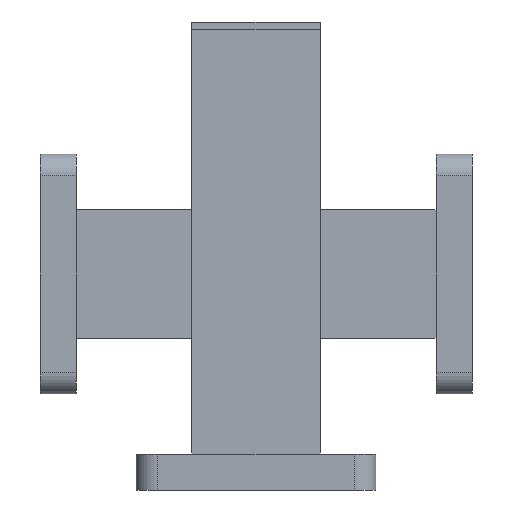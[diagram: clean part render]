
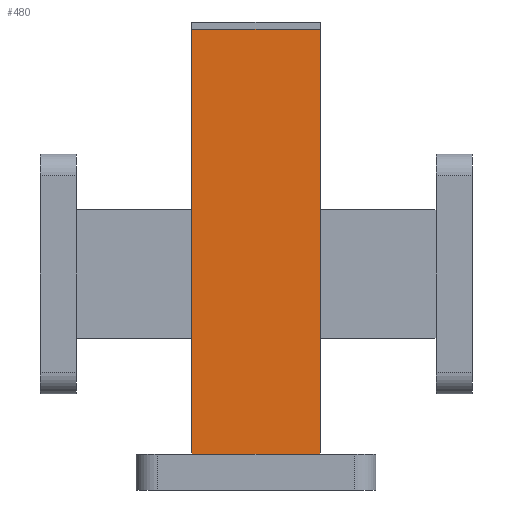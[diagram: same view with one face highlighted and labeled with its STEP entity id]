
A CAD part, front view. The second image highlights one B-rep face of the part: STEP entity #480.
In plain terms, the highlighted planar face has unit normal (0, -1, 0).
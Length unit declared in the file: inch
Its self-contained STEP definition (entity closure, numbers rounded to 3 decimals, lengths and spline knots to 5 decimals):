
#19 = EDGE_CURVE ( 'NONE', #1379, #1525, #975, .T. ) ;
#109 = DIRECTION ( 'NONE',  ( 0., 0., -1. ) ) ;
#168 = LINE ( 'NONE', #1500, #1574 ) ;
#260 = ORIENTED_EDGE ( 'NONE', *, *, #1706, .T. ) ;
#331 = DIRECTION ( 'NONE',  ( 1., 0., 0. ) ) ;
#413 = EDGE_CURVE ( 'NONE', #1810, #1914, #1954, .T. ) ;
#470 = CARTESIAN_POINT ( 'NONE',  ( -0.35098, -0.56673, 1.37795 ) ) ;
#480 = ADVANCED_FACE ( 'NONE', ( #2100 ), #633, .F. ) ;
#625 = ORIENTED_EDGE ( 'NONE', *, *, #413, .F. ) ;
#633 = PLANE ( 'NONE',  #1882 ) ;
#759 = CARTESIAN_POINT ( 'NONE',  ( -0.35098, -0.56673, 1.33858 ) ) ;
#803 = CARTESIAN_POINT ( 'NONE',  ( 0.35098, -0.56673, -0.98425 ) ) ;
#811 = CARTESIAN_POINT ( 'NONE',  ( 0.35098, -0.56673, 1.37795 ) ) ;
#847 = DIRECTION ( 'NONE',  ( -1., 0., 0. ) ) ;
#975 = LINE ( 'NONE', #470, #1135 ) ;
#997 = VECTOR ( 'NONE', #109, 39.37008 ) ;
#1031 = ORIENTED_EDGE ( 'NONE', *, *, #1113, .T. ) ;
#1113 = EDGE_CURVE ( 'NONE', #1525, #1914, #168, .T. ) ;
#1135 = VECTOR ( 'NONE', #1639, 39.37008 ) ;
#1156 = VECTOR ( 'NONE', #847, 39.37008 ) ;
#1222 = CARTESIAN_POINT ( 'NONE',  ( 0.35098, -0.56673, 1.33858 ) ) ;
#1278 = DIRECTION ( 'NONE',  ( 0., 1., 0. ) ) ;
#1310 = DIRECTION ( 'NONE',  ( 1., 0., 0. ) ) ;
#1336 = LINE ( 'NONE', #1982, #1156 ) ;
#1379 = VERTEX_POINT ( 'NONE', #759 ) ;
#1500 = CARTESIAN_POINT ( 'NONE',  ( 0., -0.56673, -0.98425 ) ) ;
#1525 = VERTEX_POINT ( 'NONE', #1898 ) ;
#1574 = VECTOR ( 'NONE', #331, 39.37008 ) ;
#1639 = DIRECTION ( 'NONE',  ( 0., 0., -1. ) ) ;
#1706 = EDGE_CURVE ( 'NONE', #1810, #1379, #1336, .T. ) ;
#1810 = VERTEX_POINT ( 'NONE', #1222 ) ;
#1882 = AXIS2_PLACEMENT_3D ( 'NONE', #2110, #1278, #1310 ) ;
#1898 = CARTESIAN_POINT ( 'NONE',  ( -0.35098, -0.56673, -0.98425 ) ) ;
#1914 = VERTEX_POINT ( 'NONE', #803 ) ;
#1954 = LINE ( 'NONE', #811, #997 ) ;
#1982 = CARTESIAN_POINT ( 'NONE',  ( -0.35098, -0.56673, 1.33858 ) ) ;
#1984 = ORIENTED_EDGE ( 'NONE', *, *, #19, .T. ) ;
#2100 = FACE_OUTER_BOUND ( 'NONE', #2129, .T. ) ;
#2110 = CARTESIAN_POINT ( 'NONE',  ( -0.35098, -0.56673, 1.37795 ) ) ;
#2129 = EDGE_LOOP ( 'NONE', ( #1984, #1031, #625, #260 ) ) ;
